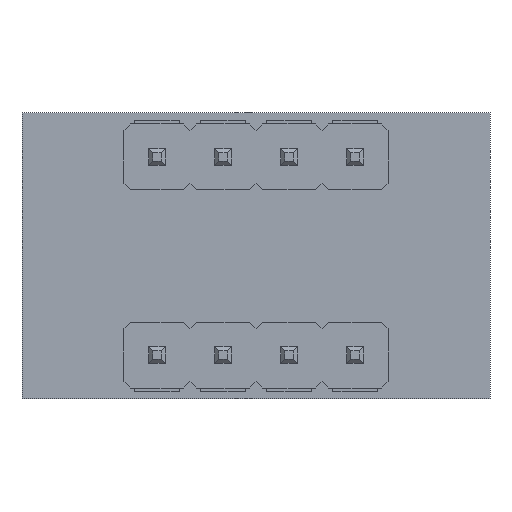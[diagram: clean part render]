
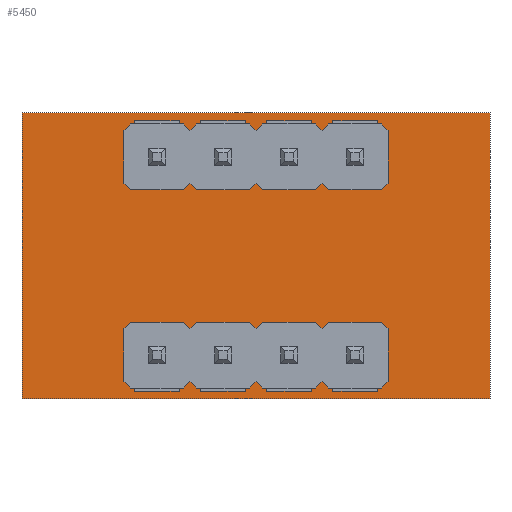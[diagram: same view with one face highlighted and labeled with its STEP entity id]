
A CAD part, front view. The second image highlights one B-rep face of the part: STEP entity #5450.
In plain terms, the highlighted planar face has unit normal (0, -1, 0).
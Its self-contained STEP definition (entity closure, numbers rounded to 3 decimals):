
#21=CIRCLE('',#5689,0.85);
#25=CIRCLE('',#5701,0.85);
#31=CIRCLE('',#5718,0.85);
#39=CIRCLE('',#5740,0.85);
#45=CIRCLE('',#5757,0.85);
#49=CIRCLE('',#5769,0.85);
#55=CIRCLE('',#5786,0.85);
#63=CIRCLE('',#5808,0.85);
#140=FACE_BOUND('',#776,.T.);
#141=FACE_BOUND('',#777,.T.);
#142=FACE_BOUND('',#778,.T.);
#143=FACE_BOUND('',#779,.T.);
#144=FACE_BOUND('',#780,.T.);
#145=FACE_BOUND('',#781,.T.);
#146=FACE_BOUND('',#782,.T.);
#147=FACE_BOUND('',#783,.T.);
#441=FACE_OUTER_BOUND('',#775,.T.);
#775=EDGE_LOOP('',(#4620,#4621,#4622,#4623));
#776=EDGE_LOOP('',(#4624,#4625,#4626,#4627));
#777=EDGE_LOOP('',(#4628,#4629,#4630,#4631));
#778=EDGE_LOOP('',(#4632,#4633,#4634,#4635));
#779=EDGE_LOOP('',(#4636,#4637,#4638,#4639));
#780=EDGE_LOOP('',(#4640,#4641,#4642,#4643));
#781=EDGE_LOOP('',(#4644,#4645,#4646,#4647));
#782=EDGE_LOOP('',(#4648,#4649,#4650,#4651));
#783=EDGE_LOOP('',(#4652,#4653,#4654,#4655));
#1267=LINE('',#8167,#1923);
#1271=LINE('',#8176,#1927);
#1280=LINE('',#8203,#1936);
#1288=LINE('',#8223,#1944);
#1297=LINE('',#8248,#1953);
#1301=LINE('',#8259,#1957);
#1309=LINE('',#8279,#1965);
#1318=LINE('',#8304,#1974);
#1322=LINE('',#8315,#1978);
#1330=LINE('',#8335,#1986);
#1334=LINE('',#8344,#1990);
#1343=LINE('',#8371,#1999);
#1351=LINE('',#8391,#2007);
#1355=LINE('',#8400,#2011);
#1364=LINE('',#8427,#2020);
#1372=LINE('',#8447,#2028);
#1381=LINE('',#8472,#2037);
#1385=LINE('',#8483,#2041);
#1393=LINE('',#8503,#2049);
#1402=LINE('',#8528,#2058);
#1406=LINE('',#8539,#2062);
#1414=LINE('',#8559,#2070);
#1418=LINE('',#8568,#2074);
#1427=LINE('',#8595,#2083);
#1428=LINE('',#8600,#2084);
#1432=LINE('',#8608,#2088);
#1435=LINE('',#8614,#2091);
#1438=LINE('',#8619,#2094);
#1923=VECTOR('',#6719,10.);
#1927=VECTOR('',#6725,10.);
#1936=VECTOR('',#6758,10.);
#1944=VECTOR('',#6774,10.);
#1953=VECTOR('',#6799,10.);
#1957=VECTOR('',#6813,10.);
#1965=VECTOR('',#6829,10.);
#1974=VECTOR('',#6854,10.);
#1978=VECTOR('',#6868,10.);
#1986=VECTOR('',#6884,10.);
#1990=VECTOR('',#6890,10.);
#1999=VECTOR('',#6923,10.);
#2007=VECTOR('',#6939,10.);
#2011=VECTOR('',#6945,10.);
#2020=VECTOR('',#6978,10.);
#2028=VECTOR('',#6994,10.);
#2037=VECTOR('',#7019,10.);
#2041=VECTOR('',#7033,10.);
#2049=VECTOR('',#7049,10.);
#2058=VECTOR('',#7074,10.);
#2062=VECTOR('',#7088,10.);
#2070=VECTOR('',#7104,10.);
#2074=VECTOR('',#7110,10.);
#2083=VECTOR('',#7143,10.);
#2084=VECTOR('',#7148,10.);
#2088=VECTOR('',#7154,10.);
#2091=VECTOR('',#7159,10.);
#2094=VECTOR('',#7164,10.);
#2398=VERTEX_POINT('',#8165);
#2399=VERTEX_POINT('',#8166);
#2402=VERTEX_POINT('',#8174);
#2403=VERTEX_POINT('',#8175);
#2416=VERTEX_POINT('',#8221);
#2417=VERTEX_POINT('',#8222);
#2420=VERTEX_POINT('',#8230);
#2421=VERTEX_POINT('',#8231);
#2434=VERTEX_POINT('',#8277);
#2435=VERTEX_POINT('',#8278);
#2438=VERTEX_POINT('',#8286);
#2439=VERTEX_POINT('',#8287);
#2452=VERTEX_POINT('',#8333);
#2453=VERTEX_POINT('',#8334);
#2456=VERTEX_POINT('',#8342);
#2457=VERTEX_POINT('',#8343);
#2470=VERTEX_POINT('',#8389);
#2471=VERTEX_POINT('',#8390);
#2474=VERTEX_POINT('',#8398);
#2475=VERTEX_POINT('',#8399);
#2488=VERTEX_POINT('',#8445);
#2489=VERTEX_POINT('',#8446);
#2492=VERTEX_POINT('',#8454);
#2493=VERTEX_POINT('',#8455);
#2506=VERTEX_POINT('',#8501);
#2507=VERTEX_POINT('',#8502);
#2510=VERTEX_POINT('',#8510);
#2511=VERTEX_POINT('',#8511);
#2524=VERTEX_POINT('',#8557);
#2525=VERTEX_POINT('',#8558);
#2528=VERTEX_POINT('',#8566);
#2529=VERTEX_POINT('',#8567);
#2536=VERTEX_POINT('',#8598);
#2537=VERTEX_POINT('',#8599);
#2540=VERTEX_POINT('',#8607);
#2542=VERTEX_POINT('',#8613);
#3027=EDGE_CURVE('',#2398,#2399,#1267,.T.);
#3031=EDGE_CURVE('',#2402,#2403,#1271,.T.);
#3040=EDGE_CURVE('',#2399,#2402,#21,.T.);
#3046=EDGE_CURVE('',#2403,#2398,#1280,.T.);
#3054=EDGE_CURVE('',#2416,#2417,#1288,.T.);
#3058=EDGE_CURVE('',#2420,#2421,#25,.T.);
#3067=EDGE_CURVE('',#2417,#2420,#1297,.T.);
#3073=EDGE_CURVE('',#2421,#2416,#1301,.T.);
#3081=EDGE_CURVE('',#2434,#2435,#1309,.T.);
#3085=EDGE_CURVE('',#2438,#2439,#31,.T.);
#3094=EDGE_CURVE('',#2435,#2438,#1318,.T.);
#3100=EDGE_CURVE('',#2439,#2434,#1322,.T.);
#3108=EDGE_CURVE('',#2452,#2453,#1330,.T.);
#3112=EDGE_CURVE('',#2456,#2457,#1334,.T.);
#3121=EDGE_CURVE('',#2453,#2456,#39,.T.);
#3127=EDGE_CURVE('',#2457,#2452,#1343,.T.);
#3135=EDGE_CURVE('',#2470,#2471,#1351,.T.);
#3139=EDGE_CURVE('',#2474,#2475,#1355,.T.);
#3148=EDGE_CURVE('',#2471,#2474,#45,.T.);
#3154=EDGE_CURVE('',#2475,#2470,#1364,.T.);
#3162=EDGE_CURVE('',#2488,#2489,#1372,.T.);
#3166=EDGE_CURVE('',#2492,#2493,#49,.T.);
#3175=EDGE_CURVE('',#2489,#2492,#1381,.T.);
#3181=EDGE_CURVE('',#2493,#2488,#1385,.T.);
#3189=EDGE_CURVE('',#2506,#2507,#1393,.T.);
#3193=EDGE_CURVE('',#2510,#2511,#55,.T.);
#3202=EDGE_CURVE('',#2507,#2510,#1402,.T.);
#3208=EDGE_CURVE('',#2511,#2506,#1406,.T.);
#3216=EDGE_CURVE('',#2524,#2525,#1414,.T.);
#3220=EDGE_CURVE('',#2528,#2529,#1418,.T.);
#3229=EDGE_CURVE('',#2525,#2528,#63,.T.);
#3235=EDGE_CURVE('',#2529,#2524,#1427,.T.);
#3236=EDGE_CURVE('',#2536,#2537,#1428,.T.);
#3240=EDGE_CURVE('',#2537,#2540,#1432,.T.);
#3243=EDGE_CURVE('',#2540,#2542,#1435,.T.);
#3246=EDGE_CURVE('',#2542,#2536,#1438,.T.);
#4620=ORIENTED_EDGE('',*,*,#3246,.T.);
#4621=ORIENTED_EDGE('',*,*,#3236,.T.);
#4622=ORIENTED_EDGE('',*,*,#3240,.T.);
#4623=ORIENTED_EDGE('',*,*,#3243,.T.);
#4624=ORIENTED_EDGE('',*,*,#3193,.F.);
#4625=ORIENTED_EDGE('',*,*,#3202,.F.);
#4626=ORIENTED_EDGE('',*,*,#3189,.F.);
#4627=ORIENTED_EDGE('',*,*,#3208,.F.);
#4628=ORIENTED_EDGE('',*,*,#3166,.F.);
#4629=ORIENTED_EDGE('',*,*,#3175,.F.);
#4630=ORIENTED_EDGE('',*,*,#3162,.F.);
#4631=ORIENTED_EDGE('',*,*,#3181,.F.);
#4632=ORIENTED_EDGE('',*,*,#3058,.F.);
#4633=ORIENTED_EDGE('',*,*,#3067,.F.);
#4634=ORIENTED_EDGE('',*,*,#3054,.F.);
#4635=ORIENTED_EDGE('',*,*,#3073,.F.);
#4636=ORIENTED_EDGE('',*,*,#3031,.F.);
#4637=ORIENTED_EDGE('',*,*,#3040,.F.);
#4638=ORIENTED_EDGE('',*,*,#3027,.F.);
#4639=ORIENTED_EDGE('',*,*,#3046,.F.);
#4640=ORIENTED_EDGE('',*,*,#3139,.F.);
#4641=ORIENTED_EDGE('',*,*,#3148,.F.);
#4642=ORIENTED_EDGE('',*,*,#3135,.F.);
#4643=ORIENTED_EDGE('',*,*,#3154,.F.);
#4644=ORIENTED_EDGE('',*,*,#3112,.F.);
#4645=ORIENTED_EDGE('',*,*,#3121,.F.);
#4646=ORIENTED_EDGE('',*,*,#3108,.F.);
#4647=ORIENTED_EDGE('',*,*,#3127,.F.);
#4648=ORIENTED_EDGE('',*,*,#3220,.F.);
#4649=ORIENTED_EDGE('',*,*,#3229,.F.);
#4650=ORIENTED_EDGE('',*,*,#3216,.F.);
#4651=ORIENTED_EDGE('',*,*,#3235,.F.);
#4652=ORIENTED_EDGE('',*,*,#3085,.F.);
#4653=ORIENTED_EDGE('',*,*,#3094,.F.);
#4654=ORIENTED_EDGE('',*,*,#3081,.F.);
#4655=ORIENTED_EDGE('',*,*,#3100,.F.);
#4925=PLANE('',#5821);
#5450=ADVANCED_FACE('',(#441,#140,#141,#142,#143,#144,#145,#146,#147),#4925,
 .F.);
#5689=AXIS2_PLACEMENT_3D('',#8192,#6742,#6743);
#5701=AXIS2_PLACEMENT_3D('',#8232,#6780,#6781);
#5718=AXIS2_PLACEMENT_3D('',#8288,#6835,#6836);
#5740=AXIS2_PLACEMENT_3D('',#8360,#6907,#6908);
#5757=AXIS2_PLACEMENT_3D('',#8416,#6962,#6963);
#5769=AXIS2_PLACEMENT_3D('',#8456,#7000,#7001);
#5786=AXIS2_PLACEMENT_3D('',#8512,#7055,#7056);
#5808=AXIS2_PLACEMENT_3D('',#8584,#7127,#7128);
#5821=AXIS2_PLACEMENT_3D('',#8622,#7168,#7169);
#6719=DIRECTION('',(0.,0.,-1.));
#6725=DIRECTION('',(0.,0.,1.));
#6742=DIRECTION('center_axis',(0.,-1.,0.));
#6743=DIRECTION('ref_axis',(1.,0.,0.));
#6758=DIRECTION('',(-1.,0.,0.));
#6774=DIRECTION('',(1.,0.,0.));
#6780=DIRECTION('center_axis',(0.,-1.,0.));
#6781=DIRECTION('ref_axis',(-1.,0.,0.));
#6799=DIRECTION('',(0.,0.,1.));
#6813=DIRECTION('',(0.,0.,-1.));
#6829=DIRECTION('',(1.,0.,0.));
#6835=DIRECTION('center_axis',(0.,-1.,0.));
#6836=DIRECTION('ref_axis',(-1.,0.,0.));
#6854=DIRECTION('',(0.,0.,1.));
#6868=DIRECTION('',(0.,0.,-1.));
#6884=DIRECTION('',(0.,0.,-1.));
#6890=DIRECTION('',(0.,0.,1.));
#6907=DIRECTION('center_axis',(0.,-1.,0.));
#6908=DIRECTION('ref_axis',(1.,0.,0.));
#6923=DIRECTION('',(-1.,0.,0.));
#6939=DIRECTION('',(0.,0.,-1.));
#6945=DIRECTION('',(0.,0.,1.));
#6962=DIRECTION('center_axis',(0.,-1.,0.));
#6963=DIRECTION('ref_axis',(1.,0.,0.));
#6978=DIRECTION('',(-1.,0.,0.));
#6994=DIRECTION('',(1.,0.,0.));
#7000=DIRECTION('center_axis',(0.,-1.,0.));
#7001=DIRECTION('ref_axis',(-1.,0.,0.));
#7019=DIRECTION('',(0.,0.,1.));
#7033=DIRECTION('',(0.,0.,-1.));
#7049=DIRECTION('',(1.,0.,0.));
#7055=DIRECTION('center_axis',(0.,-1.,0.));
#7056=DIRECTION('ref_axis',(-1.,0.,0.));
#7074=DIRECTION('',(0.,0.,1.));
#7088=DIRECTION('',(0.,0.,-1.));
#7104=DIRECTION('',(0.,0.,-1.));
#7110=DIRECTION('',(0.,0.,1.));
#7127=DIRECTION('center_axis',(0.,-1.,0.));
#7128=DIRECTION('ref_axis',(1.,0.,0.));
#7143=DIRECTION('',(-1.,0.,0.));
#7148=DIRECTION('',(0.,0.,1.));
#7154=DIRECTION('',(-1.,0.,0.));
#7159=DIRECTION('',(0.,0.,-1.));
#7164=DIRECTION('',(1.,0.,0.));
#7168=DIRECTION('center_axis',(0.,1.,0.));
#7169=DIRECTION('ref_axis',(1.,0.,0.));
#8165=CARTESIAN_POINT('',(-4.66,0.,5.21));
#8166=CARTESIAN_POINT('',(-4.66,0.,3.81));
#8167=CARTESIAN_POINT('',(-4.66,0.,3.81));
#8174=CARTESIAN_POINT('',(-2.96,0.,3.81));
#8175=CARTESIAN_POINT('',(-2.96,0.,5.21));
#8176=CARTESIAN_POINT('',(-2.96,0.,3.81));
#8192=CARTESIAN_POINT('Origin',(-3.81,0.,3.81));
#8203=CARTESIAN_POINT('',(-2.96,0.,5.21));
#8221=CARTESIAN_POINT('',(2.96,0.,-5.21));
#8222=CARTESIAN_POINT('',(4.66,0.,-5.21));
#8223=CARTESIAN_POINT('',(4.66,0.,-5.21));
#8230=CARTESIAN_POINT('',(4.66,0.,-3.81));
#8231=CARTESIAN_POINT('',(2.96,0.,-3.81));
#8232=CARTESIAN_POINT('Origin',(3.81,0.,-3.81));
#8248=CARTESIAN_POINT('',(4.66,0.,-3.81));
#8259=CARTESIAN_POINT('',(2.96,0.,-3.81));
#8277=CARTESIAN_POINT('',(-4.66,0.,-5.21));
#8278=CARTESIAN_POINT('',(-2.96,0.,-5.21));
#8279=CARTESIAN_POINT('',(-2.96,0.,-5.21));
#8286=CARTESIAN_POINT('',(-2.96,0.,-3.81));
#8287=CARTESIAN_POINT('',(-4.66,0.,-3.81));
#8288=CARTESIAN_POINT('Origin',(-3.81,0.,-3.81));
#8304=CARTESIAN_POINT('',(-2.96,0.,-3.81));
#8315=CARTESIAN_POINT('',(-4.66,0.,-3.81));
#8333=CARTESIAN_POINT('',(2.96,0.,5.21));
#8334=CARTESIAN_POINT('',(2.96,0.,3.81));
#8335=CARTESIAN_POINT('',(2.96,0.,3.81));
#8342=CARTESIAN_POINT('',(4.66,0.,3.81));
#8343=CARTESIAN_POINT('',(4.66,0.,5.21));
#8344=CARTESIAN_POINT('',(4.66,0.,3.81));
#8360=CARTESIAN_POINT('Origin',(3.81,0.,3.81));
#8371=CARTESIAN_POINT('',(4.66,0.,5.21));
#8389=CARTESIAN_POINT('',(-2.12,0.,5.21));
#8390=CARTESIAN_POINT('',(-2.12,0.,3.81));
#8391=CARTESIAN_POINT('',(-2.12,0.,3.81));
#8398=CARTESIAN_POINT('',(-0.42,0.,3.81));
#8399=CARTESIAN_POINT('',(-0.42,0.,5.21));
#8400=CARTESIAN_POINT('',(-0.42,0.,3.81));
#8416=CARTESIAN_POINT('Origin',(-1.27,0.,3.81));
#8427=CARTESIAN_POINT('',(-0.42,0.,5.21));
#8445=CARTESIAN_POINT('',(0.42,0.,-5.21));
#8446=CARTESIAN_POINT('',(2.12,0.,-5.21));
#8447=CARTESIAN_POINT('',(2.12,0.,-5.21));
#8454=CARTESIAN_POINT('',(2.12,0.,-3.81));
#8455=CARTESIAN_POINT('',(0.42,0.,-3.81));
#8456=CARTESIAN_POINT('Origin',(1.27,0.,-3.81));
#8472=CARTESIAN_POINT('',(2.12,0.,-3.81));
#8483=CARTESIAN_POINT('',(0.42,0.,-3.81));
#8501=CARTESIAN_POINT('',(-2.12,0.,-5.21));
#8502=CARTESIAN_POINT('',(-0.42,0.,-5.21));
#8503=CARTESIAN_POINT('',(-0.42,0.,-5.21));
#8510=CARTESIAN_POINT('',(-0.42,0.,-3.81));
#8511=CARTESIAN_POINT('',(-2.12,0.,-3.81));
#8512=CARTESIAN_POINT('Origin',(-1.27,0.,-3.81));
#8528=CARTESIAN_POINT('',(-0.42,0.,-3.81));
#8539=CARTESIAN_POINT('',(-2.12,0.,-3.81));
#8557=CARTESIAN_POINT('',(0.42,0.,5.21));
#8558=CARTESIAN_POINT('',(0.42,0.,3.81));
#8559=CARTESIAN_POINT('',(0.42,0.,3.81));
#8566=CARTESIAN_POINT('',(2.12,0.,3.81));
#8567=CARTESIAN_POINT('',(2.12,0.,5.21));
#8568=CARTESIAN_POINT('',(2.12,0.,3.81));
#8584=CARTESIAN_POINT('Origin',(1.27,0.,3.81));
#8595=CARTESIAN_POINT('',(2.12,0.,5.21));
#8598=CARTESIAN_POINT('',(9.,0.,-5.5));
#8599=CARTESIAN_POINT('',(9.,0.,5.5));
#8600=CARTESIAN_POINT('',(9.,0.,-5.5));
#8607=CARTESIAN_POINT('',(-9.,0.,5.5));
#8608=CARTESIAN_POINT('',(9.,0.,5.5));
#8613=CARTESIAN_POINT('',(-9.,0.,-5.5));
#8614=CARTESIAN_POINT('',(-9.,0.,5.5));
#8619=CARTESIAN_POINT('',(-9.,0.,-5.5));
#8622=CARTESIAN_POINT('Origin',(0.,0.,0.));
